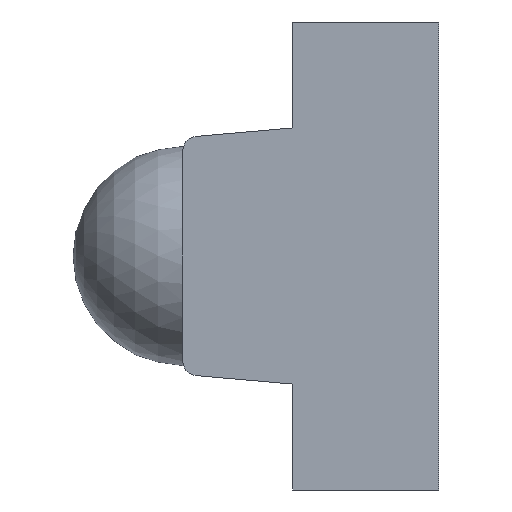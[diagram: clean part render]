
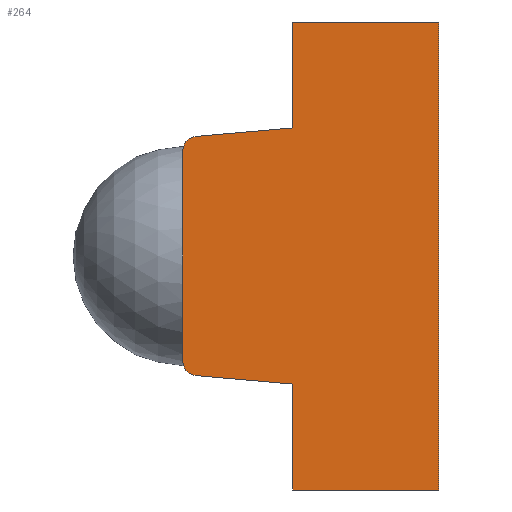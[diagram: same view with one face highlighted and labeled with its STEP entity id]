
A CAD part, front view. The second image highlights one B-rep face of the part: STEP entity #264.
In plain terms, the highlighted planar face has unit normal (0, -1, 0).
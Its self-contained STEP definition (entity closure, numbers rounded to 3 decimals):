
#16=PLANE('',#300);
#28=FACE_OUTER_BOUND('',#42,.T.);
#42=EDGE_LOOP('',(#191,#192,#193,#194,#195,#196,#197,#198,#199,#200));
#55=CIRCLE('',#298,0.1);
#57=CIRCLE('',#301,0.1);
#66=LINE('',#418,#94);
#67=LINE('',#422,#95);
#68=LINE('',#424,#96);
#69=LINE('',#426,#97);
#70=LINE('',#428,#98);
#71=LINE('',#430,#99);
#72=LINE('',#432,#100);
#73=LINE('',#433,#101);
#94=VECTOR('',#332,10.);
#95=VECTOR('',#335,10.);
#96=VECTOR('',#336,10.);
#97=VECTOR('',#337,10.);
#98=VECTOR('',#338,10.);
#99=VECTOR('',#339,10.);
#100=VECTOR('',#340,10.);
#101=VECTOR('',#341,10.);
#123=VERTEX_POINT('',#407);
#124=VERTEX_POINT('',#409);
#127=VERTEX_POINT('',#417);
#128=VERTEX_POINT('',#419);
#129=VERTEX_POINT('',#421);
#130=VERTEX_POINT('',#423);
#131=VERTEX_POINT('',#425);
#132=VERTEX_POINT('',#427);
#133=VERTEX_POINT('',#429);
#134=VERTEX_POINT('',#431);
#149=EDGE_CURVE('',#123,#124,#55,.T.);
#153=EDGE_CURVE('',#127,#123,#66,.T.);
#154=EDGE_CURVE('',#128,#127,#57,.T.);
#155=EDGE_CURVE('',#129,#128,#67,.T.);
#156=EDGE_CURVE('',#130,#129,#68,.T.);
#157=EDGE_CURVE('',#131,#130,#69,.T.);
#158=EDGE_CURVE('',#132,#131,#70,.T.);
#159=EDGE_CURVE('',#133,#132,#71,.T.);
#160=EDGE_CURVE('',#134,#133,#72,.T.);
#161=EDGE_CURVE('',#124,#134,#73,.T.);
#191=ORIENTED_EDGE('',*,*,#149,.F.);
#192=ORIENTED_EDGE('',*,*,#153,.F.);
#193=ORIENTED_EDGE('',*,*,#154,.F.);
#194=ORIENTED_EDGE('',*,*,#155,.F.);
#195=ORIENTED_EDGE('',*,*,#156,.F.);
#196=ORIENTED_EDGE('',*,*,#157,.F.);
#197=ORIENTED_EDGE('',*,*,#158,.F.);
#198=ORIENTED_EDGE('',*,*,#159,.F.);
#199=ORIENTED_EDGE('',*,*,#160,.F.);
#200=ORIENTED_EDGE('',*,*,#161,.F.);
#264=ADVANCED_FACE('',(#28),#16,.F.);
#298=AXIS2_PLACEMENT_3D('',#410,#324,#325);
#300=AXIS2_PLACEMENT_3D('',#416,#330,#331);
#301=AXIS2_PLACEMENT_3D('',#420,#333,#334);
#324=DIRECTION('center_axis',(0.,1.,0.));
#325=DIRECTION('ref_axis',(-0.737,0.,0.676));
#330=DIRECTION('center_axis',(0.,1.,0.));
#331=DIRECTION('ref_axis',(0.,0.,1.));
#332=DIRECTION('',(0.,0.,1.));
#333=DIRECTION('center_axis',(0.,1.,0.));
#334=DIRECTION('ref_axis',(-0.737,0.,-0.676));
#335=DIRECTION('',(-0.996,0.,0.087));
#336=DIRECTION('',(0.,0.,1.));
#337=DIRECTION('',(-1.,0.,0.));
#338=DIRECTION('',(0.,0.,-1.));
#339=DIRECTION('',(1.,0.,0.));
#340=DIRECTION('',(0.,0.,1.));
#341=DIRECTION('',(0.996,0.,0.087));
#407=CARTESIAN_POINT('',(-1.75,0.,-0.882));
#409=CARTESIAN_POINT('',(-1.659,0.,-0.782));
#410=CARTESIAN_POINT('Origin',(-1.65,0.,-0.882));
#416=CARTESIAN_POINT('Origin',(-0.875,0.,-1.6));
#417=CARTESIAN_POINT('',(-1.75,0.,-2.318));
#418=CARTESIAN_POINT('',(-1.75,0.,-2.41));
#419=CARTESIAN_POINT('',(-1.659,0.,-2.418));
#420=CARTESIAN_POINT('Origin',(-1.65,0.,-2.318));
#421=CARTESIAN_POINT('',(-1.,0.,-2.476));
#422=CARTESIAN_POINT('',(-1.,0.,-2.476));
#423=CARTESIAN_POINT('',(-1.,0.,-3.2));
#424=CARTESIAN_POINT('',(-1.,0.,-3.2));
#425=CARTESIAN_POINT('',(0.,0.,-3.2));
#426=CARTESIAN_POINT('',(0.,0.,-3.2));
#427=CARTESIAN_POINT('',(0.,0.,0.));
#428=CARTESIAN_POINT('',(0.,0.,0.));
#429=CARTESIAN_POINT('',(-1.,0.,0.));
#430=CARTESIAN_POINT('',(-1.,0.,0.));
#431=CARTESIAN_POINT('',(-1.,0.,-0.724));
#432=CARTESIAN_POINT('',(-1.,0.,-3.2));
#433=CARTESIAN_POINT('',(-1.75,0.,-0.79));
